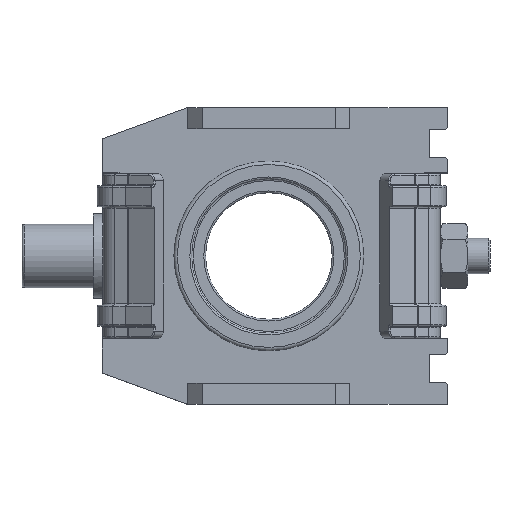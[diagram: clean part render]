
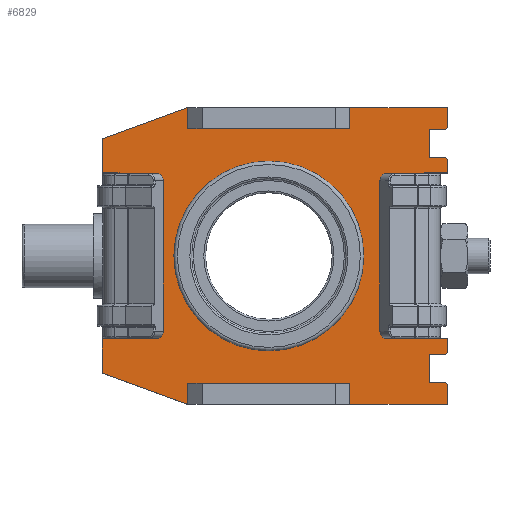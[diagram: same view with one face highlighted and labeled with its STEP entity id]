
A CAD part, top view. The second image highlights one B-rep face of the part: STEP entity #6829.
In plain terms, the highlighted planar face has unit normal (0, 0, 1).
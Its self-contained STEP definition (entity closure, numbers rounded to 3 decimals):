
#228=LINE('',#10795,#764);
#229=LINE('',#10797,#765);
#230=LINE('',#10799,#766);
#231=LINE('',#10801,#767);
#232=LINE('',#10803,#768);
#233=LINE('',#10805,#769);
#234=LINE('',#10807,#770);
#235=LINE('',#10809,#771);
#236=LINE('',#10811,#772);
#237=LINE('',#10813,#773);
#238=LINE('',#10815,#774);
#239=LINE('',#10817,#775);
#240=LINE('',#10819,#776);
#241=LINE('',#10821,#777);
#242=LINE('',#10823,#778);
#243=LINE('',#10825,#779);
#244=LINE('',#10827,#780);
#245=LINE('',#10829,#781);
#246=LINE('',#10831,#782);
#247=LINE('',#10833,#783);
#248=LINE('',#10835,#784);
#249=LINE('',#10837,#785);
#250=LINE('',#10839,#786);
#251=LINE('',#10841,#787);
#252=LINE('',#10843,#788);
#253=LINE('',#10845,#789);
#254=LINE('',#10847,#790);
#255=LINE('',#10849,#791);
#256=LINE('',#10851,#792);
#257=LINE('',#10853,#793);
#258=LINE('',#10855,#794);
#259=LINE('',#10856,#795);
#764=VECTOR('',#8344,1000.);
#765=VECTOR('',#8345,1000.);
#766=VECTOR('',#8346,1000.);
#767=VECTOR('',#8347,1000.);
#768=VECTOR('',#8348,1000.);
#769=VECTOR('',#8349,1000.);
#770=VECTOR('',#8350,1000.);
#771=VECTOR('',#8351,1000.);
#772=VECTOR('',#8352,1000.);
#773=VECTOR('',#8353,1000.);
#774=VECTOR('',#8354,1000.);
#775=VECTOR('',#8355,1000.);
#776=VECTOR('',#8356,1000.);
#777=VECTOR('',#8357,1000.);
#778=VECTOR('',#8358,1000.);
#779=VECTOR('',#8359,1000.);
#780=VECTOR('',#8360,1000.);
#781=VECTOR('',#8361,1000.);
#782=VECTOR('',#8362,1000.);
#783=VECTOR('',#8363,1000.);
#784=VECTOR('',#8364,1000.);
#785=VECTOR('',#8365,1000.);
#786=VECTOR('',#8366,1000.);
#787=VECTOR('',#8367,1000.);
#788=VECTOR('',#8368,1000.);
#789=VECTOR('',#8369,1000.);
#790=VECTOR('',#8370,1000.);
#791=VECTOR('',#8371,1000.);
#792=VECTOR('',#8372,1000.);
#793=VECTOR('',#8373,1000.);
#794=VECTOR('',#8374,1000.);
#795=VECTOR('',#8375,1000.);
#1269=PLANE('',#7354);
#1418=FACE_BOUND('',#1907,.T.);
#1454=FACE_OUTER_BOUND('',#1906,.T.);
#1906=EDGE_LOOP('',(#4586,#4587,#4588,#4589,#4590,#4591,#4592,#4593,#4594,
#4595,#4596,#4597,#4598,#4599,#4600,#4601,#4602,#4603,#4604,#4605,#4606,
#4607,#4608,#4609,#4610,#4611,#4612,#4613,#4614,#4615,#4616,#4617));
#1907=EDGE_LOOP('',(#4618));
#2385=CIRCLE('',#7349,11.386);
#2864=VERTEX_POINT('',#10720);
#2899=VERTEX_POINT('',#10793);
#2900=VERTEX_POINT('',#10794);
#2901=VERTEX_POINT('',#10796);
#2902=VERTEX_POINT('',#10798);
#2903=VERTEX_POINT('',#10800);
#2904=VERTEX_POINT('',#10802);
#2905=VERTEX_POINT('',#10804);
#2906=VERTEX_POINT('',#10806);
#2907=VERTEX_POINT('',#10808);
#2908=VERTEX_POINT('',#10810);
#2909=VERTEX_POINT('',#10812);
#2910=VERTEX_POINT('',#10814);
#2911=VERTEX_POINT('',#10816);
#2912=VERTEX_POINT('',#10818);
#2913=VERTEX_POINT('',#10820);
#2914=VERTEX_POINT('',#10822);
#2915=VERTEX_POINT('',#10824);
#2916=VERTEX_POINT('',#10826);
#2917=VERTEX_POINT('',#10828);
#2918=VERTEX_POINT('',#10830);
#2919=VERTEX_POINT('',#10832);
#2920=VERTEX_POINT('',#10834);
#2921=VERTEX_POINT('',#10836);
#2922=VERTEX_POINT('',#10838);
#2923=VERTEX_POINT('',#10840);
#2924=VERTEX_POINT('',#10842);
#2925=VERTEX_POINT('',#10844);
#2926=VERTEX_POINT('',#10846);
#2927=VERTEX_POINT('',#10848);
#2928=VERTEX_POINT('',#10850);
#2929=VERTEX_POINT('',#10852);
#2930=VERTEX_POINT('',#10854);
#3503=EDGE_CURVE('',#2864,#2864,#2385,.T.);
#3538=EDGE_CURVE('',#2899,#2900,#228,.T.);
#3539=EDGE_CURVE('',#2900,#2901,#229,.T.);
#3540=EDGE_CURVE('',#2902,#2901,#230,.T.);
#3541=EDGE_CURVE('',#2902,#2903,#231,.T.);
#3542=EDGE_CURVE('',#2903,#2904,#232,.T.);
#3543=EDGE_CURVE('',#2904,#2905,#233,.T.);
#3544=EDGE_CURVE('',#2905,#2906,#234,.T.);
#3545=EDGE_CURVE('',#2906,#2907,#235,.T.);
#3546=EDGE_CURVE('',#2907,#2908,#236,.T.);
#3547=EDGE_CURVE('',#2908,#2909,#237,.T.);
#3548=EDGE_CURVE('',#2909,#2910,#238,.T.);
#3549=EDGE_CURVE('',#2910,#2911,#239,.T.);
#3550=EDGE_CURVE('',#2912,#2911,#240,.T.);
#3551=EDGE_CURVE('',#2913,#2912,#241,.T.);
#3552=EDGE_CURVE('',#2914,#2913,#242,.T.);
#3553=EDGE_CURVE('',#2914,#2915,#243,.T.);
#3554=EDGE_CURVE('',#2915,#2916,#244,.T.);
#3555=EDGE_CURVE('',#2917,#2916,#245,.T.);
#3556=EDGE_CURVE('',#2918,#2917,#246,.T.);
#3557=EDGE_CURVE('',#2919,#2918,#247,.T.);
#3558=EDGE_CURVE('',#2919,#2920,#248,.T.);
#3559=EDGE_CURVE('',#2920,#2921,#249,.T.);
#3560=EDGE_CURVE('',#2921,#2922,#250,.T.);
#3561=EDGE_CURVE('',#2922,#2923,#251,.T.);
#3562=EDGE_CURVE('',#2924,#2923,#252,.T.);
#3563=EDGE_CURVE('',#2924,#2925,#253,.T.);
#3564=EDGE_CURVE('',#2925,#2926,#254,.T.);
#3565=EDGE_CURVE('',#2926,#2927,#255,.T.);
#3566=EDGE_CURVE('',#2928,#2927,#256,.T.);
#3567=EDGE_CURVE('',#2929,#2928,#257,.T.);
#3568=EDGE_CURVE('',#2930,#2929,#258,.T.);
#3569=EDGE_CURVE('',#2930,#2899,#259,.T.);
#4586=ORIENTED_EDGE('',*,*,#3538,.T.);
#4587=ORIENTED_EDGE('',*,*,#3539,.T.);
#4588=ORIENTED_EDGE('',*,*,#3540,.F.);
#4589=ORIENTED_EDGE('',*,*,#3541,.T.);
#4590=ORIENTED_EDGE('',*,*,#3542,.T.);
#4591=ORIENTED_EDGE('',*,*,#3543,.T.);
#4592=ORIENTED_EDGE('',*,*,#3544,.T.);
#4593=ORIENTED_EDGE('',*,*,#3545,.T.);
#4594=ORIENTED_EDGE('',*,*,#3546,.T.);
#4595=ORIENTED_EDGE('',*,*,#3547,.T.);
#4596=ORIENTED_EDGE('',*,*,#3548,.T.);
#4597=ORIENTED_EDGE('',*,*,#3549,.T.);
#4598=ORIENTED_EDGE('',*,*,#3550,.F.);
#4599=ORIENTED_EDGE('',*,*,#3551,.F.);
#4600=ORIENTED_EDGE('',*,*,#3552,.F.);
#4601=ORIENTED_EDGE('',*,*,#3553,.T.);
#4602=ORIENTED_EDGE('',*,*,#3554,.T.);
#4603=ORIENTED_EDGE('',*,*,#3555,.F.);
#4604=ORIENTED_EDGE('',*,*,#3556,.F.);
#4605=ORIENTED_EDGE('',*,*,#3557,.F.);
#4606=ORIENTED_EDGE('',*,*,#3558,.T.);
#4607=ORIENTED_EDGE('',*,*,#3559,.T.);
#4608=ORIENTED_EDGE('',*,*,#3560,.T.);
#4609=ORIENTED_EDGE('',*,*,#3561,.T.);
#4610=ORIENTED_EDGE('',*,*,#3562,.F.);
#4611=ORIENTED_EDGE('',*,*,#3563,.T.);
#4612=ORIENTED_EDGE('',*,*,#3564,.T.);
#4613=ORIENTED_EDGE('',*,*,#3565,.T.);
#4614=ORIENTED_EDGE('',*,*,#3566,.F.);
#4615=ORIENTED_EDGE('',*,*,#3567,.F.);
#4616=ORIENTED_EDGE('',*,*,#3568,.F.);
#4617=ORIENTED_EDGE('',*,*,#3569,.T.);
#4618=ORIENTED_EDGE('',*,*,#3503,.F.);
#6829=ADVANCED_FACE('',(#1454,#1418),#1269,.F.);
#7349=AXIS2_PLACEMENT_3D('',#10721,#8300,#8301);
#7354=AXIS2_PLACEMENT_3D('',#10792,#8342,#8343);
#8300=DIRECTION('center_axis',(0.,0.,1.));
#8301=DIRECTION('ref_axis',(1.,0.,0.));
#8342=DIRECTION('center_axis',(0.,0.,-1.));
#8343=DIRECTION('ref_axis',(-1.,0.,0.));
#8344=DIRECTION('',(0.94,-0.342,0.));
#8345=DIRECTION('',(0.,1.,0.));
#8346=DIRECTION('',(-1.,0.,0.));
#8347=DIRECTION('',(0.,-1.,0.));
#8348=DIRECTION('',(1.,0.,0.));
#8349=DIRECTION('',(0.,1.,0.));
#8350=DIRECTION('',(-0.707,0.707,0.));
#8351=DIRECTION('',(-1.,0.,0.));
#8352=DIRECTION('',(0.,1.,0.));
#8353=DIRECTION('',(1.,0.,0.));
#8354=DIRECTION('',(0.707,0.707,0.));
#8355=DIRECTION('',(0.,1.,0.));
#8356=DIRECTION('',(1.,0.,0.));
#8357=DIRECTION('',(0.,-1.,0.));
#8358=DIRECTION('',(-1.,0.,0.));
#8359=DIRECTION('',(0.,1.,0.));
#8360=DIRECTION('',(-0.707,0.707,0.));
#8361=DIRECTION('',(1.,0.,0.));
#8362=DIRECTION('',(0.,-1.,0.));
#8363=DIRECTION('',(-1.,0.,0.));
#8364=DIRECTION('',(0.707,0.707,0.));
#8365=DIRECTION('',(0.,1.,0.));
#8366=DIRECTION('',(-1.,0.,0.));
#8367=DIRECTION('',(0.,-1.,0.));
#8368=DIRECTION('',(1.,0.,0.));
#8369=DIRECTION('',(0.,1.,0.));
#8370=DIRECTION('',(-0.94,-0.342,0.));
#8371=DIRECTION('',(0.,-1.,0.));
#8372=DIRECTION('',(-1.,0.,0.));
#8373=DIRECTION('',(0.,1.,0.));
#8374=DIRECTION('',(1.,0.,0.));
#8375=DIRECTION('',(0.,-1.,0.));
#10720=CARTESIAN_POINT('',(11.386,0.,2.6));
#10721=CARTESIAN_POINT('Origin',(0.,0.,2.6));
#10792=CARTESIAN_POINT('Origin',(25.4,21.1,2.6));
#10793=CARTESIAN_POINT('',(-23.7,-16.66,2.6));
#10794=CARTESIAN_POINT('',(-11.5,-21.1,2.6));
#10795=CARTESIAN_POINT('',(-11.5,-21.1,2.6));
#10796=CARTESIAN_POINT('',(-11.5,-18.1,2.6));
#10797=CARTESIAN_POINT('',(-11.5,-18.1,2.6));
#10798=CARTESIAN_POINT('',(11.5,-18.1,2.6));
#10799=CARTESIAN_POINT('',(25.4,-18.1,2.6));
#10800=CARTESIAN_POINT('',(11.5,-21.1,2.6));
#10801=CARTESIAN_POINT('',(11.5,-21.1,2.6));
#10802=CARTESIAN_POINT('',(25.4,-21.1,2.6));
#10803=CARTESIAN_POINT('',(-23.7,-21.1,2.6));
#10804=CARTESIAN_POINT('',(25.4,-18.3,2.6));
#10805=CARTESIAN_POINT('',(25.4,-21.1,2.6));
#10806=CARTESIAN_POINT('',(25.1,-18.,2.6));
#10807=CARTESIAN_POINT('',(25.4,-18.3,2.6));
#10808=CARTESIAN_POINT('',(22.8,-18.,2.6));
#10809=CARTESIAN_POINT('',(25.4,-18.,2.6));
#10810=CARTESIAN_POINT('',(22.8,-14.,2.6));
#10811=CARTESIAN_POINT('',(22.8,-18.,2.6));
#10812=CARTESIAN_POINT('',(25.1,-14.,2.6));
#10813=CARTESIAN_POINT('',(25.4,-14.,2.6));
#10814=CARTESIAN_POINT('',(25.4,-13.7,2.6));
#10815=CARTESIAN_POINT('',(25.1,-14.,2.6));
#10816=CARTESIAN_POINT('',(25.4,-11.8,2.6));
#10817=CARTESIAN_POINT('',(25.4,-21.1,2.6));
#10818=CARTESIAN_POINT('',(22.1,-11.8,2.6));
#10819=CARTESIAN_POINT('',(25.4,-11.8,2.6));
#10820=CARTESIAN_POINT('',(22.1,11.8,2.6));
#10821=CARTESIAN_POINT('',(22.1,11.8,2.6));
#10822=CARTESIAN_POINT('',(25.4,11.8,2.6));
#10823=CARTESIAN_POINT('',(25.4,11.8,2.6));
#10824=CARTESIAN_POINT('',(25.4,13.7,2.6));
#10825=CARTESIAN_POINT('',(25.4,-21.1,2.6));
#10826=CARTESIAN_POINT('',(25.1,14.,2.6));
#10827=CARTESIAN_POINT('',(25.4,13.7,2.6));
#10828=CARTESIAN_POINT('',(22.8,14.,2.6));
#10829=CARTESIAN_POINT('',(25.4,14.,2.6));
#10830=CARTESIAN_POINT('',(22.8,18.,2.6));
#10831=CARTESIAN_POINT('',(22.8,18.,2.6));
#10832=CARTESIAN_POINT('',(25.1,18.,2.6));
#10833=CARTESIAN_POINT('',(25.4,18.,2.6));
#10834=CARTESIAN_POINT('',(25.4,18.3,2.6));
#10835=CARTESIAN_POINT('',(25.1,18.,2.6));
#10836=CARTESIAN_POINT('',(25.4,21.1,2.6));
#10837=CARTESIAN_POINT('',(25.4,-21.1,2.6));
#10838=CARTESIAN_POINT('',(11.5,21.1,2.6));
#10839=CARTESIAN_POINT('',(-23.7,21.1,2.6));
#10840=CARTESIAN_POINT('',(11.5,18.1,2.6));
#10841=CARTESIAN_POINT('',(11.5,21.1,2.6));
#10842=CARTESIAN_POINT('',(-11.5,18.1,2.6));
#10843=CARTESIAN_POINT('',(25.4,18.1,2.6));
#10844=CARTESIAN_POINT('',(-11.5,21.1,2.6));
#10845=CARTESIAN_POINT('',(-11.5,21.1,2.6));
#10846=CARTESIAN_POINT('',(-23.7,16.66,2.6));
#10847=CARTESIAN_POINT('',(-23.7,16.66,2.6));
#10848=CARTESIAN_POINT('',(-23.7,11.8,2.6));
#10849=CARTESIAN_POINT('',(-23.7,-21.1,2.6));
#10850=CARTESIAN_POINT('',(-21.3,11.8,2.6));
#10851=CARTESIAN_POINT('',(-23.7,11.8,2.6));
#10852=CARTESIAN_POINT('',(-21.3,-11.8,2.6));
#10853=CARTESIAN_POINT('',(-21.3,11.8,2.6));
#10854=CARTESIAN_POINT('',(-23.7,-11.8,2.6));
#10855=CARTESIAN_POINT('',(-23.7,-11.8,2.6));
#10856=CARTESIAN_POINT('',(-23.7,-21.1,2.6));
